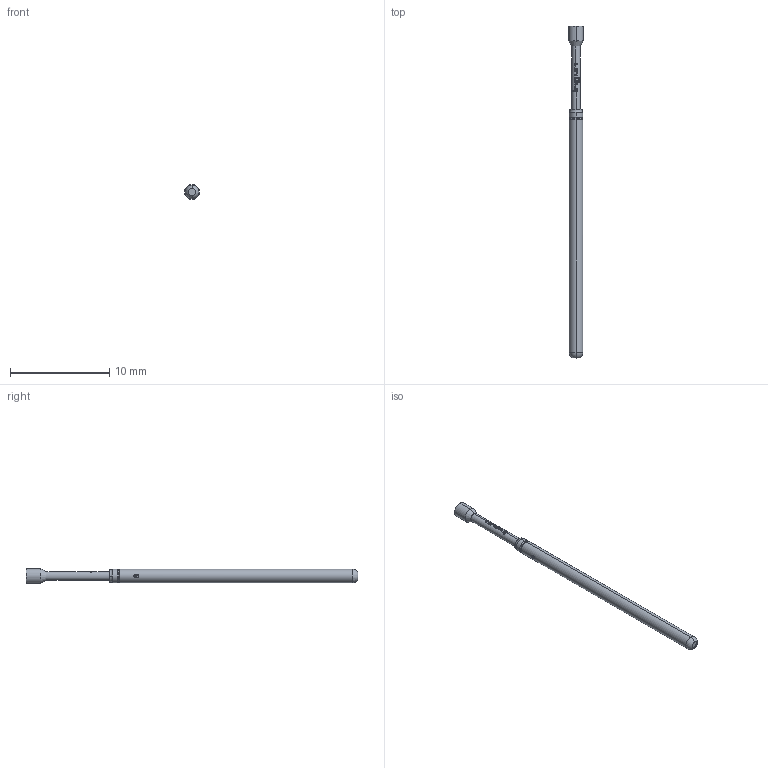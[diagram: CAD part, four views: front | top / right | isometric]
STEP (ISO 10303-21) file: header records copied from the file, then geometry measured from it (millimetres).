
FILE_DESCRIPTION (( 'STEP AP203' ), '1' );
FILE_NAME ('INGUN_HMS-100_302_150_A.STEP', '2022-02-03T08:03:40', ( 'ochi' ), ( '' ), 'SwSTEP 2.0', 'SolidWorks 2018', '' );
FILE_SCHEMA (( 'CONFIG_CONTROL_DESIGN' ));
Length unit declared in the file: millimetre
Products named in the file (1): INGUN_HMS-100_302_150_A
Bounding box: 1.5 x 33.4 x 1.5 mm (x, y, z)
Volume: 43.7 mm3; surface area: 138.2 mm2
Topology: 1 solids, 1 shells, 103 faces, 279 edges, 182 vertices
Faces by surface type: bspline 65, cylinder 20, torus 10, plane 6, cone 2
Entity records: 4630 total; most frequent: CARTESIAN_POINT 2538, ORIENTED_EDGE 558, EDGE_CURVE 279, B_SPLINE_CURVE_WITH_KNOTS 212, DIRECTION 191, VERTEX_POINT 182, EDGE_LOOP 107, FACE_OUTER_BOUND 103
